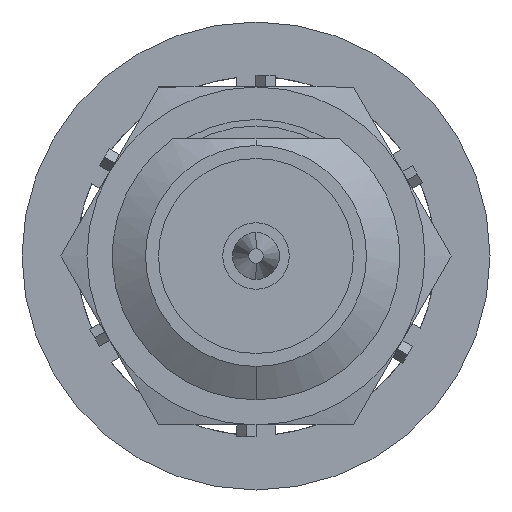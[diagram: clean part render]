
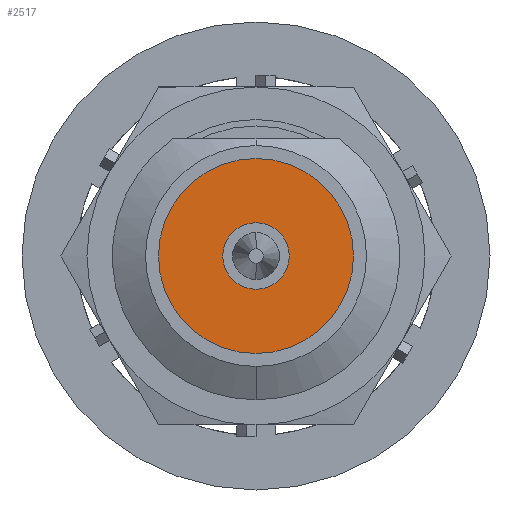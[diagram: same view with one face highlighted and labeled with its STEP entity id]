
A CAD part, front view. The second image highlights one B-rep face of the part: STEP entity #2517.
In plain terms, the highlighted planar face has unit normal (0, -1, 0).
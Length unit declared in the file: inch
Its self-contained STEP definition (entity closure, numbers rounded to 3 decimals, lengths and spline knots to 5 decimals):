
#222 = CIRCLE ( 'NONE', #1635, 0.02559 ) ;
#319 = AXIS2_PLACEMENT_3D ( 'NONE', #2858, #3462, #1025 ) ;
#429 = CARTESIAN_POINT ( 'NONE',  ( 0., -0.38073, 0.075 ) ) ;
#857 = VERTEX_POINT ( 'NONE', #1667 ) ;
#932 = VERTEX_POINT ( 'NONE', #429 ) ;
#1025 = DIRECTION ( 'NONE',  ( 0., 0., -1. ) ) ;
#1062 = PLANE ( 'NONE',  #319 ) ;
#1064 = ORIENTED_EDGE ( 'NONE', *, *, #3030, .T. ) ;
#1162 = ORIENTED_EDGE ( 'NONE', *, *, #6817, .F. ) ;
#1470 = DIRECTION ( 'NONE',  ( 0., 0., -1. ) ) ;
#1635 = AXIS2_PLACEMENT_3D ( 'NONE', #7702, #5282, #7739 ) ;
#1667 = CARTESIAN_POINT ( 'NONE',  ( 0., -0.38073, -0.075 ) ) ;
#1746 = CIRCLE ( 'NONE', #6450, 0.075 ) ;
#2140 = ORIENTED_EDGE ( 'NONE', *, *, #4316, .T. ) ;
#2157 = CARTESIAN_POINT ( 'NONE',  ( 0., -0.38073, 0.02559 ) ) ;
#2341 = FACE_OUTER_BOUND ( 'NONE', #3479, .T. ) ;
#2361 = VERTEX_POINT ( 'NONE', #6180 ) ;
#2517 = ADVANCED_FACE ( 'NONE', ( #7799, #2341 ), #1062, .T. ) ;
#2858 = CARTESIAN_POINT ( 'NONE',  ( 0., -0.38073, 0. ) ) ;
#3030 = EDGE_CURVE ( 'NONE', #857, #932, #6816, .T. ) ;
#3462 = DIRECTION ( 'NONE',  ( 0., -1., 0. ) ) ;
#3479 = EDGE_LOOP ( 'NONE', ( #1064, #2140 ) ) ;
#3826 = DIRECTION ( 'NONE',  ( 0., 0., -1. ) ) ;
#3856 = CARTESIAN_POINT ( 'NONE',  ( 0., -0.38073, 0. ) ) ;
#4316 = EDGE_CURVE ( 'NONE', #932, #857, #1746, .T. ) ;
#4386 = CARTESIAN_POINT ( 'NONE',  ( 0., -0.38073, 0. ) ) ;
#4387 = CARTESIAN_POINT ( 'NONE',  ( 0., -0.38073, 0. ) ) ;
#4508 = VERTEX_POINT ( 'NONE', #2157 ) ;
#4509 = DIRECTION ( 'NONE',  ( 0., -1., 0. ) ) ;
#4571 = AXIS2_PLACEMENT_3D ( 'NONE', #4386, #4509, #1470 ) ;
#5282 = DIRECTION ( 'NONE',  ( 0., -1., 0. ) ) ;
#5667 = EDGE_LOOP ( 'NONE', ( #1162, #6238 ) ) ;
#6013 = AXIS2_PLACEMENT_3D ( 'NONE', #3856, #7436, #6913 ) ;
#6180 = CARTESIAN_POINT ( 'NONE',  ( 0., -0.38073, -0.02559 ) ) ;
#6238 = ORIENTED_EDGE ( 'NONE', *, *, #6556, .F. ) ;
#6306 = DIRECTION ( 'NONE',  ( 0., -1., 0. ) ) ;
#6350 = CIRCLE ( 'NONE', #4571, 0.02559 ) ;
#6450 = AXIS2_PLACEMENT_3D ( 'NONE', #4387, #6306, #3826 ) ;
#6556 = EDGE_CURVE ( 'NONE', #4508, #2361, #222, .T. ) ;
#6816 = CIRCLE ( 'NONE', #6013, 0.075 ) ;
#6817 = EDGE_CURVE ( 'NONE', #2361, #4508, #6350, .T. ) ;
#6913 = DIRECTION ( 'NONE',  ( 0., 0., -1. ) ) ;
#7436 = DIRECTION ( 'NONE',  ( 0., -1., 0. ) ) ;
#7702 = CARTESIAN_POINT ( 'NONE',  ( 0., -0.38073, 0. ) ) ;
#7739 = DIRECTION ( 'NONE',  ( 0., 0., -1. ) ) ;
#7799 = FACE_BOUND ( 'NONE', #5667, .T. ) ;
